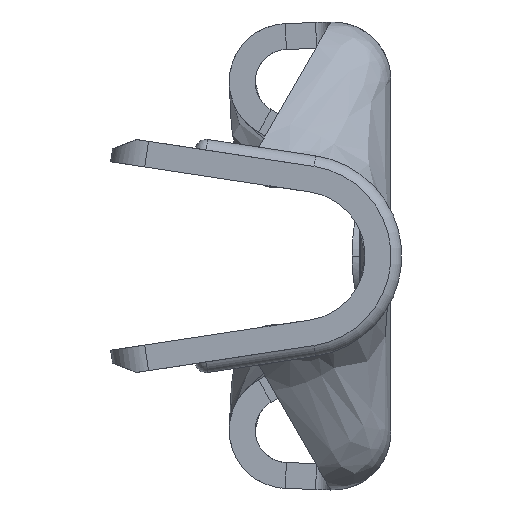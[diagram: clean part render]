
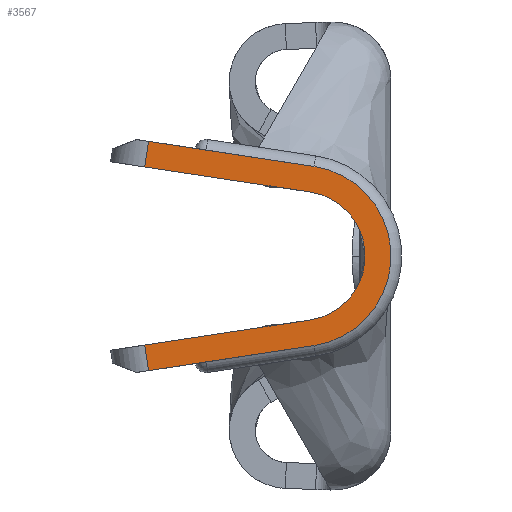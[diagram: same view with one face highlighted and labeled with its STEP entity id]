
A CAD part, left-side view. The second image highlights one B-rep face of the part: STEP entity #3567.
In plain terms, the highlighted planar face has unit normal (-1, 0, 0).
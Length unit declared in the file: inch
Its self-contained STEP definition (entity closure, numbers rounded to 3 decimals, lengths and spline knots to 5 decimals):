
#415 = DIRECTION ( 'NONE',  ( 0., 0.989, 0.15 ) ) ;
#420 = CARTESIAN_POINT ( 'NONE',  ( -0.465, 0.02301, 0.02966 ) ) ;
#532 = CARTESIAN_POINT ( 'NONE',  ( -0.465, 0.02301, 0.02966 ) ) ;
#588 = DIRECTION ( 'NONE',  ( 0., -0.989, 0.15 ) ) ;
#692 = CARTESIAN_POINT ( 'NONE',  ( -0.465, 0.02301, -0.02966 ) ) ;
#733 = VERTEX_POINT ( 'NONE', #6405 ) ;
#1085 = AXIS2_PLACEMENT_3D ( 'NONE', #2466, #2399, #2361 ) ;
#1144 = VECTOR ( 'NONE', #7876, 39.37008 ) ;
#1277 = CARTESIAN_POINT ( 'NONE',  ( -0.465, 0.09789, -0.05316 ) ) ;
#1451 = ORIENTED_EDGE ( 'NONE', *, *, #6763, .F. ) ;
#1452 = VECTOR ( 'NONE', #4493, 39.37008 ) ;
#1591 = VERTEX_POINT ( 'NONE', #5609 ) ;
#1653 = LINE ( 'NONE', #4464, #1452 ) ;
#1657 = VECTOR ( 'NONE', #6931, 39.37008 ) ;
#1986 = CARTESIAN_POINT ( 'NONE',  ( -0.465, 0.02121, -0.04152 ) ) ;
#2059 = LINE ( 'NONE', #692, #3388 ) ;
#2324 = EDGE_LOOP ( 'NONE', ( #3641, #6746, #1451, #3493, #7092, #6250, #7497, #2337 ) ) ;
#2328 = FACE_OUTER_BOUND ( 'NONE', #2324, .T. ) ;
#2337 = ORIENTED_EDGE ( 'NONE', *, *, #5949, .F. ) ;
#2361 = DIRECTION ( 'NONE',  ( 0., 0., -1. ) ) ;
#2399 = DIRECTION ( 'NONE',  ( 1., 0., 0. ) ) ;
#2466 = CARTESIAN_POINT ( 'NONE',  ( -0.465, 0.02751, 0. ) ) ;
#2719 = PLANE ( 'NONE',  #1085 ) ;
#2994 = LINE ( 'NONE', #6738, #1657 ) ;
#3388 = VECTOR ( 'NONE', #588, 39.37008 ) ;
#3493 = ORIENTED_EDGE ( 'NONE', *, *, #8446, .F. ) ;
#3567 = ADVANCED_FACE ( 'NONE', ( #2328 ), #2719, .F. ) ;
#3641 = ORIENTED_EDGE ( 'NONE', *, *, #7586, .F. ) ;
#3780 = EDGE_CURVE ( 'NONE', #4978, #5571, #1653, .T. ) ;
#4014 = CARTESIAN_POINT ( 'NONE',  ( -0.465, 0.09969, -0.04129 ) ) ;
#4031 = CARTESIAN_POINT ( 'NONE',  ( -0.465, 0.10419, -0.01163 ) ) ;
#4040 = DIRECTION ( 'NONE',  ( 0., -0.15, -0.989 ) ) ;
#4099 = AXIS2_PLACEMENT_3D ( 'NONE', #6302, #6229, #6081 ) ;
#4464 = CARTESIAN_POINT ( 'NONE',  ( -0.465, 0.02121, -0.04152 ) ) ;
#4493 = DIRECTION ( 'NONE',  ( 0., 0.989, -0.15 ) ) ;
#4673 = AXIS2_PLACEMENT_3D ( 'NONE', #6647, #6640, #6631 ) ;
#4811 = CIRCLE ( 'NONE', #4673, 0.042 ) ;
#4896 = VERTEX_POINT ( 'NONE', #5778 ) ;
#4978 = VERTEX_POINT ( 'NONE', #1986 ) ;
#5497 = CARTESIAN_POINT ( 'NONE',  ( -0.465, 0.02301, -0.02966 ) ) ;
#5571 = VERTEX_POINT ( 'NONE', #1277 ) ;
#5581 = VERTEX_POINT ( 'NONE', #532 ) ;
#5609 = CARTESIAN_POINT ( 'NONE',  ( -0.465, 0.02121, 0.04152 ) ) ;
#5778 = CARTESIAN_POINT ( 'NONE',  ( -0.465, 0.09969, 0.04129 ) ) ;
#5949 = EDGE_CURVE ( 'NONE', #1591, #4978, #4811, .T. ) ;
#6081 = DIRECTION ( 'NONE',  ( 0., 0., -1. ) ) ;
#6146 = VERTEX_POINT ( 'NONE', #5497 ) ;
#6208 = VECTOR ( 'NONE', #4040, 39.37008 ) ;
#6229 = DIRECTION ( 'NONE',  ( -1., 0., 0. ) ) ;
#6250 = ORIENTED_EDGE ( 'NONE', *, *, #8122, .T. ) ;
#6302 = CARTESIAN_POINT ( 'NONE',  ( -0.465, 0.02751, 0. ) ) ;
#6405 = CARTESIAN_POINT ( 'NONE',  ( -0.465, 0.09789, 0.05316 ) ) ;
#6607 = VECTOR ( 'NONE', #415, 39.37008 ) ;
#6631 = DIRECTION ( 'NONE',  ( 0., 0., -1. ) ) ;
#6640 = DIRECTION ( 'NONE',  ( 1., 0., 0. ) ) ;
#6647 = CARTESIAN_POINT ( 'NONE',  ( -0.465, 0.02751, 0. ) ) ;
#6738 = CARTESIAN_POINT ( 'NONE',  ( -0.465, 0.02121, 0.04152 ) ) ;
#6746 = ORIENTED_EDGE ( 'NONE', *, *, #7431, .T. ) ;
#6756 = EDGE_CURVE ( 'NONE', #6810, #6146, #2059, .T. ) ;
#6763 = EDGE_CURVE ( 'NONE', #5581, #4896, #6793, .T. ) ;
#6793 = LINE ( 'NONE', #420, #6607 ) ;
#6795 = CIRCLE ( 'NONE', #4099, 0.03 ) ;
#6810 = VERTEX_POINT ( 'NONE', #4014 ) ;
#6931 = DIRECTION ( 'NONE',  ( 0., -0.989, -0.15 ) ) ;
#7092 = ORIENTED_EDGE ( 'NONE', *, *, #6756, .F. ) ;
#7431 = EDGE_CURVE ( 'NONE', #733, #4896, #8076, .T. ) ;
#7497 = ORIENTED_EDGE ( 'NONE', *, *, #3780, .F. ) ;
#7586 = EDGE_CURVE ( 'NONE', #733, #1591, #2994, .T. ) ;
#7876 = DIRECTION ( 'NONE',  ( 0., 0.15, -0.989 ) ) ;
#7903 = CARTESIAN_POINT ( 'NONE',  ( -0.465, 0.10419, 0.01163 ) ) ;
#7960 = LINE ( 'NONE', #4031, #6208 ) ;
#8076 = LINE ( 'NONE', #7903, #1144 ) ;
#8122 = EDGE_CURVE ( 'NONE', #6810, #5571, #7960, .T. ) ;
#8446 = EDGE_CURVE ( 'NONE', #6146, #5581, #6795, .T. ) ;
